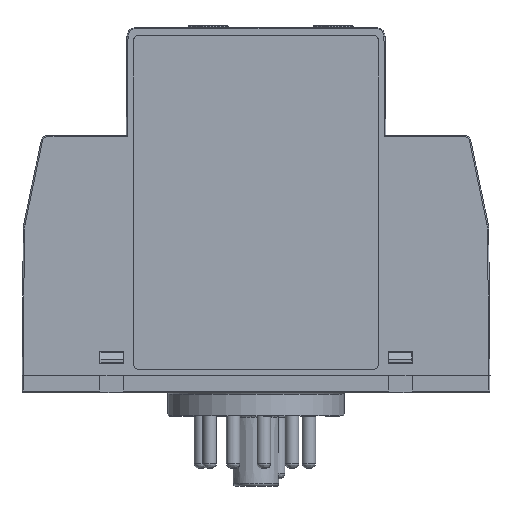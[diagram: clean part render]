
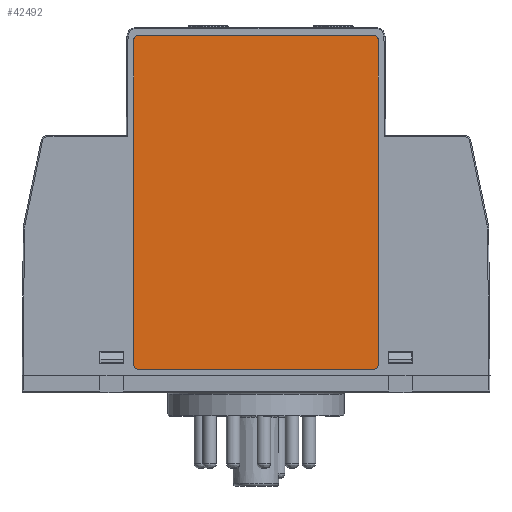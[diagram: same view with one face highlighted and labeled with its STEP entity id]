
A CAD part, left-side view. The second image highlights one B-rep face of the part: STEP entity #42492.
In plain terms, the highlighted planar face has unit normal (-1, 0, 0).
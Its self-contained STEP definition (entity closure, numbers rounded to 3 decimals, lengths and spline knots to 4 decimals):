
#2207=CIRCLE('',#45481,0.1);
#2208=CIRCLE('',#45482,0.1);
#2209=CIRCLE('',#45483,0.1);
#2210=CIRCLE('',#45484,0.1);
#4332=FACE_OUTER_BOUND('',#6756,.T.);
#6756=EDGE_LOOP('',(#33599,#33600,#33601,#33602,#33603,#33604,#33605,#33606));
#10610=LINE('',#73962,#14733);
#10623=LINE('',#74357,#14746);
#10624=LINE('',#74361,#14747);
#10625=LINE('',#74365,#14748);
#14733=VECTOR('',#53435,4.0399);
#14746=VECTOR('',#53480,5.5898);
#14747=VECTOR('',#53483,4.0399);
#14748=VECTOR('',#53486,5.5898);
#18827=VERTEX_POINT('',#73959);
#18828=VERTEX_POINT('',#73961);
#18846=VERTEX_POINT('',#74355);
#18847=VERTEX_POINT('',#74356);
#18848=VERTEX_POINT('',#74358);
#18849=VERTEX_POINT('',#74360);
#18850=VERTEX_POINT('',#74362);
#18851=VERTEX_POINT('',#74364);
#24014=EDGE_CURVE('',#18827,#18828,#10610,.T.);
#24041=EDGE_CURVE('',#18846,#18847,#10623,.T.);
#24042=EDGE_CURVE('',#18848,#18846,#2207,.T.);
#24043=EDGE_CURVE('',#18849,#18848,#10624,.T.);
#24044=EDGE_CURVE('',#18850,#18849,#2208,.T.);
#24045=EDGE_CURVE('',#18850,#18851,#10625,.T.);
#24046=EDGE_CURVE('',#18851,#18828,#2209,.T.);
#24047=EDGE_CURVE('',#18847,#18827,#2210,.T.);
#33599=ORIENTED_EDGE('',*,*,#24041,.F.);
#33600=ORIENTED_EDGE('',*,*,#24042,.F.);
#33601=ORIENTED_EDGE('',*,*,#24043,.F.);
#33602=ORIENTED_EDGE('',*,*,#24044,.F.);
#33603=ORIENTED_EDGE('',*,*,#24045,.T.);
#33604=ORIENTED_EDGE('',*,*,#24046,.T.);
#33605=ORIENTED_EDGE('',*,*,#24014,.F.);
#33606=ORIENTED_EDGE('',*,*,#24047,.F.);
#39216=PLANE('',#45480);
#42492=ADVANCED_FACE('',(#4332),#39216,.T.);
#45480=AXIS2_PLACEMENT_3D('',#74354,#53478,#53479);
#45481=AXIS2_PLACEMENT_3D('',#74359,#53481,#53482);
#45482=AXIS2_PLACEMENT_3D('',#74363,#53484,#53485);
#45483=AXIS2_PLACEMENT_3D('',#74366,#53487,#53488);
#45484=AXIS2_PLACEMENT_3D('',#74367,#53489,#53490);
#53435=DIRECTION('',(0.,1.,0.));
#53478=DIRECTION('center_axis',(-1.,0.,0.));
#53479=DIRECTION('ref_axis',(0.,-1.,0.));
#53480=DIRECTION('',(0.,0.,-1.));
#53481=DIRECTION('center_axis',(1.,0.,0.));
#53482=DIRECTION('ref_axis',(0.,0.,-1.));
#53483=DIRECTION('',(0.,-1.,0.));
#53484=DIRECTION('center_axis',(1.,0.,0.));
#53485=DIRECTION('ref_axis',(0.,0.,-1.));
#53486=DIRECTION('',(0.,0.,-1.));
#53487=DIRECTION('center_axis',(-1.,0.,0.));
#53488=DIRECTION('ref_axis',(0.,0.,
-1.));
#53489=DIRECTION('center_axis',(1.,0.,0.));
#53490=DIRECTION('ref_axis',(0.,0.,-1.));
#73959=CARTESIAN_POINT('',(-2.8676,-3.1841,-1.1153));
#73961=CARTESIAN_POINT('',(-2.8676,0.8558,-1.1153));
#73962=CARTESIAN_POINT('',(-2.8676,-1.1642,-1.1153));
#74354=CARTESIAN_POINT('Origin',(-2.8676,0.9558,-1.1153));
#74355=CARTESIAN_POINT('',(-2.8676,-3.2841,4.5745));
#74356=CARTESIAN_POINT('',(-2.8676,-3.2841,-1.0153));
#74357=CARTESIAN_POINT('',(-2.8676,-3.2841,1.7796));
#74358=CARTESIAN_POINT('',(-2.8676,-3.1841,4.6745));
#74359=CARTESIAN_POINT('Origin',(-2.8676,-3.1841,4.5745));
#74360=CARTESIAN_POINT('',(-2.8676,0.8558,4.6745));
#74361=CARTESIAN_POINT('',(-2.8676,-1.1642,4.6745));
#74362=CARTESIAN_POINT('',(-2.8676,0.9558,4.5745));
#74363=CARTESIAN_POINT('Origin',(-2.8676,0.8558,4.5745));
#74364=CARTESIAN_POINT('',(-2.8676,0.9558,-1.0153));
#74365=CARTESIAN_POINT('',(-2.8676,0.9558,1.7796));
#74366=CARTESIAN_POINT('Origin',(-2.8676,0.8558,-1.0153));
#74367=CARTESIAN_POINT('Origin',(-2.8676,-3.1841,-1.0153));
